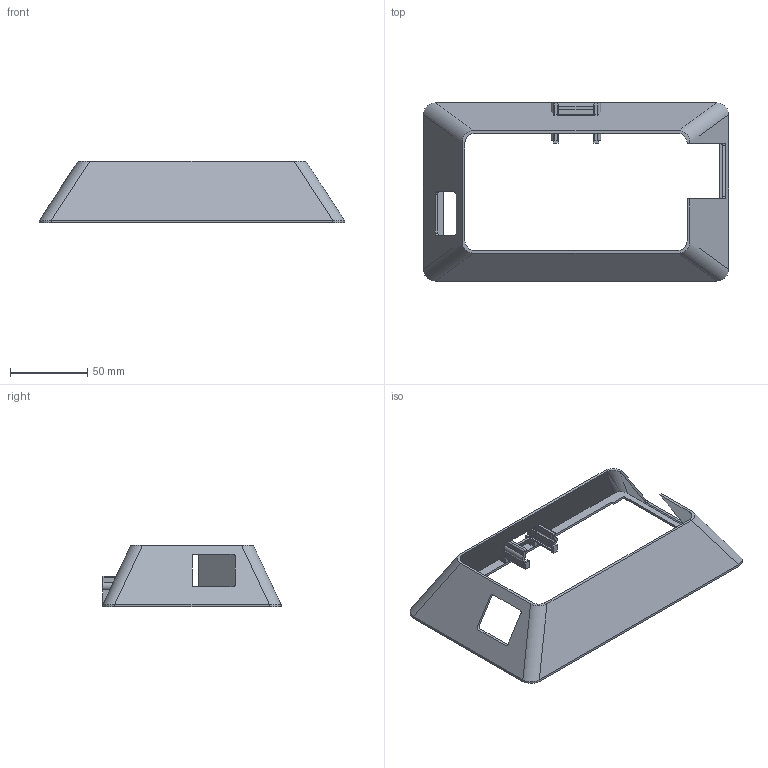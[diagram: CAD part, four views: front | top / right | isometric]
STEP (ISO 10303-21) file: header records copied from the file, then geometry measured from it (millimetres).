
FILE_DESCRIPTION(('FreeCAD Model'),'2;1');
FILE_NAME( 'main_shell.step', '2019-04-06T20:32:54',('Anool'),('Wyolum'), 'Open CASCADE STEP processor 7.3','FreeCAD','Unknown');
FILE_SCHEMA(('AUTOMOTIVE_DESIGN { 1 0 10303 214 1 1 1 1 }'));
Length unit declared in the file: millimetre
Products named in the file (4): main_side_shell3; Body023; Body023_(Mirror_#1); front_face
Bounding box: 197 x 115 x 40 mm (x, y, z)
Volume: 38446.8 mm3; surface area: 55388.7 mm2
Topology: 4 solids, 4 shells, 149 faces, 394 edges, 252 vertices
Faces by surface type: plane 97, cylinder 32, bspline 12, offset 8
Entity records: 6949 total; most frequent: CARTESIAN_POINT 3099, ORIENTED_EDGE 788, DIRECTION 609, EDGE_CURVE 394, VERTEX_POINT 252, LINE 241, VECTOR 241, AXIS2_PLACEMENT_3D 184
